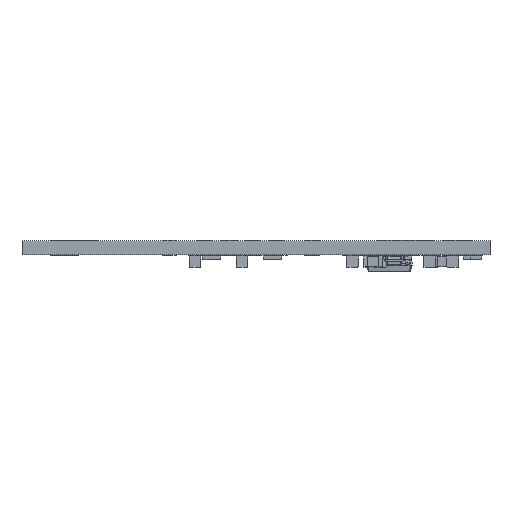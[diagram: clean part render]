
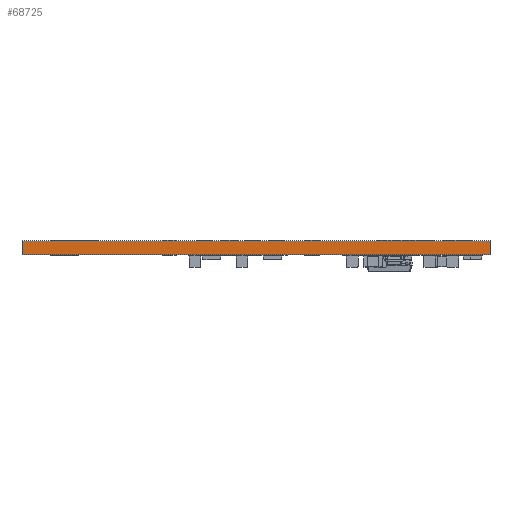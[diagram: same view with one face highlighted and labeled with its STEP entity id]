
A CAD part, front view. The second image highlights one B-rep face of the part: STEP entity #68725.
In plain terms, the highlighted planar face has unit normal (0, -1, 0).
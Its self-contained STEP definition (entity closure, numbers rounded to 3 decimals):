
#68725 = ADVANCED_FACE('',(#68726),#68760,.T.);
#68726 = FACE_BOUND('',#68727,.T.);
#68727 = EDGE_LOOP('',(#68728,#68738,#68746,#68754));
#68728 = ORIENTED_EDGE('',*,*,#68729,.T.);
#68729 = EDGE_CURVE('',#68730,#68732,#68734,.T.);
#68730 = VERTEX_POINT('',#68731);
#68731 = CARTESIAN_POINT('',(106.,-97.,0.));
#68732 = VERTEX_POINT('',#68733);
#68733 = CARTESIAN_POINT('',(106.,-97.,1.51));
#68734 = LINE('',#68735,#68736);
#68735 = CARTESIAN_POINT('',(106.,-97.,0.));
#68736 = VECTOR('',#68737,1.);
#68737 = DIRECTION('',(0.,0.,1.));
#68738 = ORIENTED_EDGE('',*,*,#68739,.T.);
#68739 = EDGE_CURVE('',#68732,#68740,#68742,.T.);
#68740 = VERTEX_POINT('',#68741);
#68741 = CARTESIAN_POINT('',(56.,-97.,1.51));
#68742 = LINE('',#68743,#68744);
#68743 = CARTESIAN_POINT('',(106.,-97.,1.51));
#68744 = VECTOR('',#68745,1.);
#68745 = DIRECTION('',(-1.,0.,0.));
#68746 = ORIENTED_EDGE('',*,*,#68747,.F.);
#68747 = EDGE_CURVE('',#68748,#68740,#68750,.T.);
#68748 = VERTEX_POINT('',#68749);
#68749 = CARTESIAN_POINT('',(56.,-97.,0.));
#68750 = LINE('',#68751,#68752);
#68751 = CARTESIAN_POINT('',(56.,-97.,0.));
#68752 = VECTOR('',#68753,1.);
#68753 = DIRECTION('',(0.,0.,1.));
#68754 = ORIENTED_EDGE('',*,*,#68755,.F.);
#68755 = EDGE_CURVE('',#68730,#68748,#68756,.T.);
#68756 = LINE('',#68757,#68758);
#68757 = CARTESIAN_POINT('',(106.,-97.,0.));
#68758 = VECTOR('',#68759,1.);
#68759 = DIRECTION('',(-1.,0.,0.));
#68760 = PLANE('',#68761);
#68761 = AXIS2_PLACEMENT_3D('',#68762,#68763,#68764);
#68762 = CARTESIAN_POINT('',(106.,-97.,0.));
#68763 = DIRECTION('',(0.,-1.,0.));
#68764 = DIRECTION('',(-1.,0.,0.));
